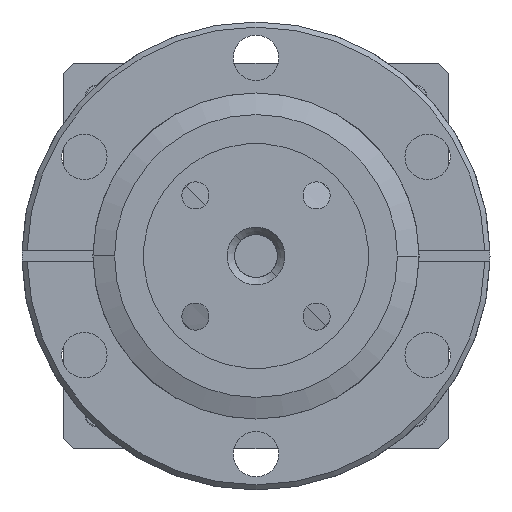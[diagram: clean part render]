
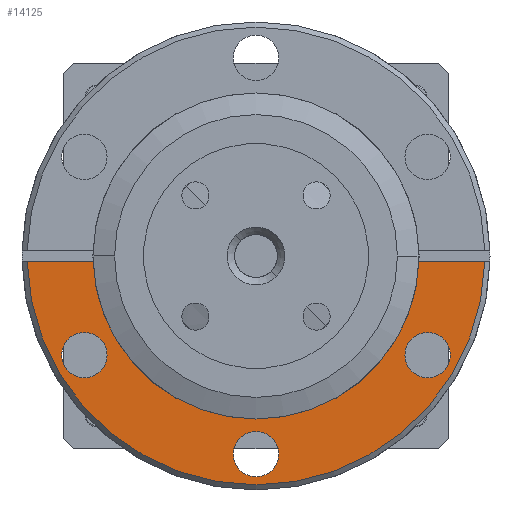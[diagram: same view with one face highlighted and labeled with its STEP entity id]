
A CAD part, left-side view. The second image highlights one B-rep face of the part: STEP entity #14125.
In plain terms, the highlighted planar face has unit normal (-1, 0, 0).
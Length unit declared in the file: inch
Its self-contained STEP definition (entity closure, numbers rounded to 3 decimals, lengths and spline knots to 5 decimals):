
#1095 = AXIS2_PLACEMENT_3D ( 'NONE', #12011, #11884, #12022 ) ;
#1114 = AXIS2_PLACEMENT_3D ( 'NONE', #11701, #11654, #11718 ) ;
#1130 = AXIS2_PLACEMENT_3D ( 'NONE', #11880, #11599, #11522 ) ;
#1137 = AXIS2_PLACEMENT_3D ( 'NONE', #11892, #11585, #11638 ) ;
#1169 = AXIS2_PLACEMENT_3D ( 'NONE', #10408, #10474, #10490 ) ;
#1171 = AXIS2_PLACEMENT_3D ( 'NONE', #10493, #10489, #10419 ) ;
#1207 = AXIS2_PLACEMENT_3D ( 'NONE', #13089, #13128, #13130 ) ;
#1210 = AXIS2_PLACEMENT_3D ( 'NONE', #13105, #12990, #12998 ) ;
#1692 = EDGE_CURVE ( 'NONE', #5234, #15216, #6215, .T. ) ;
#1722 = EDGE_CURVE ( 'NONE', #15236, #15234, #6257, .T. ) ;
#1746 = EDGE_CURVE ( 'NONE', #5092, #5061, #6284, .T. ) ;
#1770 = EDGE_CURVE ( 'NONE', #15226, #15233, #6321, .T. ) ;
#1771 = EDGE_CURVE ( 'NONE', #5289, #5063, #6320, .T. ) ;
#1776 = EDGE_CURVE ( 'NONE', #15234, #15236, #6329, .T. ) ;
#1834 = EDGE_CURVE ( 'NONE', #5289, #5061, #5402, .T. ) ;
#1836 = EDGE_CURVE ( 'NONE', #5063, #5092, #5405, .T. ) ;
#1895 = EDGE_CURVE ( 'NONE', #15216, #5234, #5483, .T. ) ;
#1897 = EDGE_CURVE ( 'NONE', #15233, #15226, #5485, .T. ) ;
#2012 = CARTESIAN_POINT ( 'NONE',  ( 0.5, 1.00113, -0.7105 ) ) ;
#2114 = CARTESIAN_POINT ( 'NONE',  ( 0.5, 1.33466, -0.03 ) ) ;
#2261 = AXIS2_PLACEMENT_3D ( 'NONE', #16681, #16582, #16574 ) ;
#3532 = FACE_BOUND ( 'NONE', #14807, .T. ) ;
#3541 = FACE_BOUND ( 'NONE', #14847, .T. ) ;
#3543 = FACE_OUTER_BOUND ( 'NONE', #6457, .T. ) ;
#3545 = FACE_BOUND ( 'NONE', #14848, .T. ) ;
#3918 = ORIENTED_EDGE ( 'NONE', *, *, #1692, .F. ) ;
#3921 = ORIENTED_EDGE ( 'NONE', *, *, #1895, .F. ) ;
#3929 = ORIENTED_EDGE ( 'NONE', *, *, #1746, .F. ) ;
#3992 = ORIENTED_EDGE ( 'NONE', *, *, #1834, .T. ) ;
#3998 = ORIENTED_EDGE ( 'NONE', *, *, #1776, .F. ) ;
#3999 = ORIENTED_EDGE ( 'NONE', *, *, #1770, .F. ) ;
#4001 = ORIENTED_EDGE ( 'NONE', *, *, #1836, .F. ) ;
#4006 = ORIENTED_EDGE ( 'NONE', *, *, #1897, .F. ) ;
#4007 = ORIENTED_EDGE ( 'NONE', *, *, #1771, .F. ) ;
#4008 = ORIENTED_EDGE ( 'NONE', *, *, #1722, .F. ) ;
#5061 = VERTEX_POINT ( 'NONE', #17018 ) ;
#5063 = VERTEX_POINT ( 'NONE', #17067 ) ;
#5092 = VERTEX_POINT ( 'NONE', #16910 ) ;
#5234 = VERTEX_POINT ( 'NONE', #2012 ) ;
#5289 = VERTEX_POINT ( 'NONE', #2114 ) ;
#5402 = CIRCLE ( 'NONE', #1169, 1.335 ) ;
#5405 = CIRCLE ( 'NONE', #1171, 0.951 ) ;
#5483 = CIRCLE ( 'NONE', #1207, 0.1325 ) ;
#5485 = CIRCLE ( 'NONE', #1210, 0.1325 ) ;
#6215 = CIRCLE ( 'NONE', #1095, 0.1325 ) ;
#6257 = CIRCLE ( 'NONE', #1114, 0.1325 ) ;
#6284 = LINE ( 'NONE', #11819, #6289 ) ;
#6289 = VECTOR ( 'NONE', #11964, 39.37008 ) ;
#6312 = VECTOR ( 'NONE', #11391, 39.37008 ) ;
#6320 = LINE ( 'NONE', #11313, #6312 ) ;
#6321 = CIRCLE ( 'NONE', #1130, 0.1325 ) ;
#6329 = CIRCLE ( 'NONE', #1137, 0.1325 ) ;
#6457 = EDGE_LOOP ( 'NONE', ( #4001, #4007, #3992, #3929 ) ) ;
#10408 = CARTESIAN_POINT ( 'NONE',  ( 0.5, 0., 0. ) ) ;
#10419 = DIRECTION ( 'NONE',  ( 0., 1., 0. ) ) ;
#10474 = DIRECTION ( 'NONE',  ( -1., 0., 0. ) ) ;
#10489 = DIRECTION ( 'NONE',  ( -1., 0., 0. ) ) ;
#10490 = DIRECTION ( 'NONE',  ( 0., -1., 0. ) ) ;
#10493 = CARTESIAN_POINT ( 'NONE',  ( 0.5, 0., 0. ) ) ;
#11313 = CARTESIAN_POINT ( 'NONE',  ( 0.5, 1.38335, -0.03 ) ) ;
#11391 = DIRECTION ( 'NONE',  ( 0., -1., 0. ) ) ;
#11522 = DIRECTION ( 'NONE',  ( 0., 0., -1. ) ) ;
#11585 = DIRECTION ( 'NONE',  ( -1., 0., 0. ) ) ;
#11599 = DIRECTION ( 'NONE',  ( -1., 0., 0. ) ) ;
#11638 = DIRECTION ( 'NONE',  ( 0., 0., -1. ) ) ;
#11654 = DIRECTION ( 'NONE',  ( -1., 0., 0. ) ) ;
#11701 = CARTESIAN_POINT ( 'NONE',  ( 0.5, 0., -1.156 ) ) ;
#11718 = DIRECTION ( 'NONE',  ( 0., 0., -1. ) ) ;
#11819 = CARTESIAN_POINT ( 'NONE',  ( 0.5, -1.38335, -0.03 ) ) ;
#11880 = CARTESIAN_POINT ( 'NONE',  ( 0.5, -1.00113, -0.578 ) ) ;
#11884 = DIRECTION ( 'NONE',  ( -1., 0., 0. ) ) ;
#11892 = CARTESIAN_POINT ( 'NONE',  ( 0.5, 0., -1.156 ) ) ;
#11964 = DIRECTION ( 'NONE',  ( 0., -1., 0. ) ) ;
#12011 = CARTESIAN_POINT ( 'NONE',  ( 0.5, 1.00113, -0.578 ) ) ;
#12022 = DIRECTION ( 'NONE',  ( 0., 0., -1. ) ) ;
#12990 = DIRECTION ( 'NONE',  ( -1., 0., 0. ) ) ;
#12998 = DIRECTION ( 'NONE',  ( 0., 0., -1. ) ) ;
#13089 = CARTESIAN_POINT ( 'NONE',  ( 0.5, 1.00113, -0.578 ) ) ;
#13105 = CARTESIAN_POINT ( 'NONE',  ( 0.5, -1.00113, -0.578 ) ) ;
#13128 = DIRECTION ( 'NONE',  ( -1., 0., 0. ) ) ;
#13130 = DIRECTION ( 'NONE',  ( 0., 0., -1. ) ) ;
#14125 = ADVANCED_FACE ( 'NONE', ( #3532, #3541, #3543, #3545 ), #16657, .F. ) ;
#14807 = EDGE_LOOP ( 'NONE', ( #3998, #4008 ) ) ;
#14847 = EDGE_LOOP ( 'NONE', ( #3999, #4006 ) ) ;
#14848 = EDGE_LOOP ( 'NONE', ( #3918, #3921 ) ) ;
#15216 = VERTEX_POINT ( 'NONE', #16722 ) ;
#15226 = VERTEX_POINT ( 'NONE', #16723 ) ;
#15233 = VERTEX_POINT ( 'NONE', #16734 ) ;
#15234 = VERTEX_POINT ( 'NONE', #16738 ) ;
#15236 = VERTEX_POINT ( 'NONE', #16748 ) ;
#16574 = DIRECTION ( 'NONE',  ( 0., -1., 0. ) ) ;
#16582 = DIRECTION ( 'NONE',  ( 1., 0., 0. ) ) ;
#16657 = PLANE ( 'NONE',  #2261 ) ;
#16681 = CARTESIAN_POINT ( 'NONE',  ( 0.5, -1.365, 0. ) ) ;
#16722 = CARTESIAN_POINT ( 'NONE',  ( 0.5, 1.00113, -0.4455 ) ) ;
#16723 = CARTESIAN_POINT ( 'NONE',  ( 0.5, -1.00113, -0.7105 ) ) ;
#16734 = CARTESIAN_POINT ( 'NONE',  ( 0.5, -1.00113, -0.4455 ) ) ;
#16738 = CARTESIAN_POINT ( 'NONE',  ( 0.5, 0., -1.2885 ) ) ;
#16748 = CARTESIAN_POINT ( 'NONE',  ( 0.5, 0., -1.0235 ) ) ;
#16910 = CARTESIAN_POINT ( 'NONE',  ( 0.5, -0.95053, -0.03 ) ) ;
#17018 = CARTESIAN_POINT ( 'NONE',  ( 0.5, -1.33466, -0.03 ) ) ;
#17067 = CARTESIAN_POINT ( 'NONE',  ( 0.5, 0.95053, -0.03 ) ) ;
